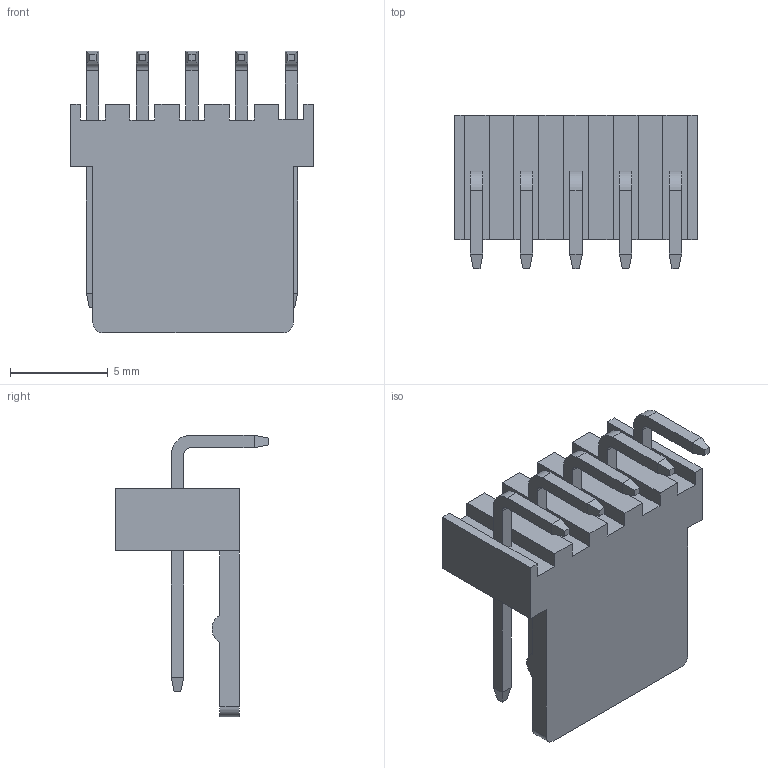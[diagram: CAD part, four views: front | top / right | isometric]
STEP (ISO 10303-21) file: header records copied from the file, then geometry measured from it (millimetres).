
FILE_DESCRIPTION(('STEP AP242'),'1');
FILE_NAME('14192.stp','2023-05-23T12:37:46',('TraceParts'),('TraceParts S.A.'),'Spatial InterOp 3D',' ',' ');
FILE_SCHEMA(('AP242_MANAGED_MODEL_BASED_3D_ENGINEERING_MIM_LF {1 0 10303 442 1 1 4}'));
Length unit declared in the file: millimetre
Products named in the file (1): 14192
Bounding box: 12.43 x 7.85 x 14.4 mm (x, y, z)
Volume: 340.4 mm3; surface area: 694.2 mm2
Topology: 1 solids, 1 shells, 145 faces, 359 edges, 226 vertices
Faces by surface type: plane 131, cylinder 14
Entity records: 4196 total; most frequent: CARTESIAN_POINT 731, ORIENTED_EDGE 718, DIRECTION 679, EDGE_CURVE 359, LINE 331, VECTOR 331, VERTEX_POINT 226, AXIS2_PLACEMENT_3D 174
